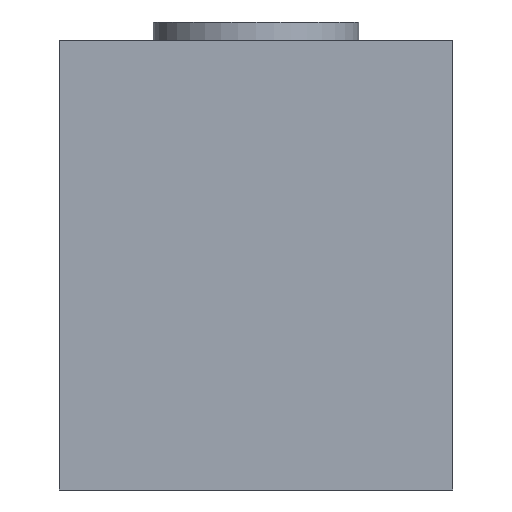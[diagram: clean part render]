
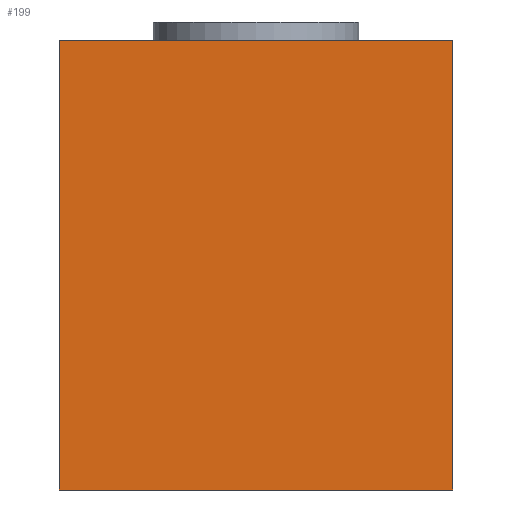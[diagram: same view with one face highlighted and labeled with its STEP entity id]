
A CAD part, left-side view. The second image highlights one B-rep face of the part: STEP entity #199.
In plain terms, the highlighted planar face has unit normal (-1, 0, 0).
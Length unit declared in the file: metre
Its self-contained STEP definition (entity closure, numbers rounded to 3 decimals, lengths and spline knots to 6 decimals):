
#31=ORIENTED_EDGE('',*,*,#75,.T.);
#32=ORIENTED_EDGE('',*,*,#76,.F.);
#33=ORIENTED_EDGE('',*,*,#77,.F.);
#34=ORIENTED_EDGE('',*,*,#72,.T.);
#72=EDGE_CURVE('',#95,#93,#112,.T.);
#75=EDGE_CURVE('',#93,#97,#115,.T.);
#76=EDGE_CURVE('',#98,#97,#116,.T.);
#77=EDGE_CURVE('',#95,#98,#117,.T.);
#93=VERTEX_POINT('',#322);
#95=VERTEX_POINT('',#325);
#97=VERTEX_POINT('',#331);
#98=VERTEX_POINT('',#333);
#112=LINE('',#324,#124);
#115=LINE('',#330,#127);
#116=LINE('',#332,#128);
#117=LINE('',#334,#129);
#124=VECTOR('',#258,1.);
#127=VECTOR('',#263,1.);
#128=VECTOR('',#264,1.);
#129=VECTOR('',#265,1.);
#136=EDGE_LOOP('',(#31,#32,#33,#34));
#162=FACE_BOUND('',#136,.T.);
#188=PLANE('',#228);
#199=ADVANCED_FACE('',(#162),#188,.F.);
#228=AXIS2_PLACEMENT_3D('',#329,#261,#262);
#258=DIRECTION('',(0.,0.,-1.));
#261=DIRECTION('',(1.,0.,0.));
#262=DIRECTION('',(0.,0.,-1.));
#263=DIRECTION('',(0.,-1.,0.));
#264=DIRECTION('',(0.,0.,-1.));
#265=DIRECTION('',(0.,-1.,0.));
#322=CARTESIAN_POINT('',(-0.021,0.021,0.));
#324=CARTESIAN_POINT('',(-0.021,0.021,0.048));
#325=CARTESIAN_POINT('',(-0.021,0.021,0.048));
#329=CARTESIAN_POINT('',(-0.021,0.,0.048));
#330=CARTESIAN_POINT('',(-0.021,0.,0.));
#331=CARTESIAN_POINT('',(-0.021,-0.021,0.));
#332=CARTESIAN_POINT('',(-0.021,-0.021,0.048));
#333=CARTESIAN_POINT('',(-0.021,-0.021,0.048));
#334=CARTESIAN_POINT('',(-0.021,0.,0.048));
